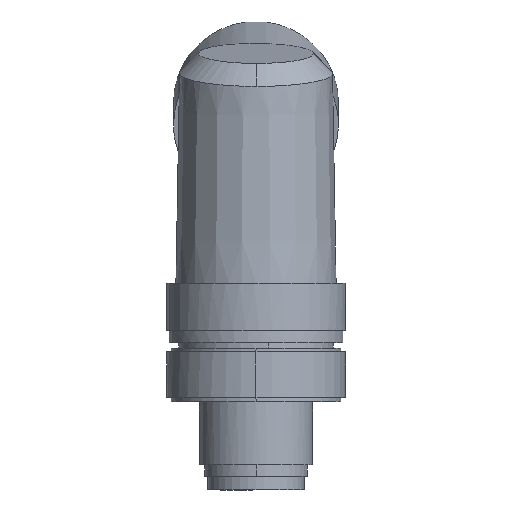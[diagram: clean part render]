
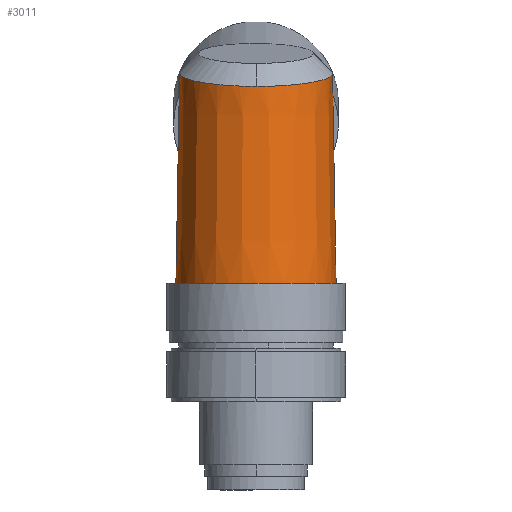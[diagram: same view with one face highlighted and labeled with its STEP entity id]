
A CAD part, front view. The second image highlights one B-rep face of the part: STEP entity #3011.
In plain terms, the highlighted conical face has half-angle 1 degrees and reference radius 8.625 mm.
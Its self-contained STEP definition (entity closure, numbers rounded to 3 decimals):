
#2656=AXIS2_PLACEMENT_3D('Circle Axis2P3D',#2654,#2655,$) ;
#2936=AXIS2_PLACEMENT_3D('Cone Axis2P3D',#2933,#2934,#2935) ;
#2649=CARTESIAN_POINT('Vertex',(1.002,9.5,21.95)) ;
#2651=CARTESIAN_POINT('Vertex',(17.998,9.5,21.95)) ;
#2654=CARTESIAN_POINT('Axis2P3D Location',(9.5,9.5,21.95)) ;
#2669=CARTESIAN_POINT('Line Origine',(8740.016,9.5,-499662.101)) ;
#2673=CARTESIAN_POINT('Vertex',(17.61,9.5,44.206)) ;
#2676=CARTESIAN_POINT('Line Origine',(-8721.016,9.5,-499662.101)) ;
#2680=CARTESIAN_POINT('Vertex',(1.391,9.5,44.245)) ;
#2933=CARTESIAN_POINT('Axis2P3D Location',(9.5,9.5,14.678)) ;
#2939=CARTESIAN_POINT('Control Point',(17.61,9.5,44.206)) ;
#2940=CARTESIAN_POINT('Control Point',(17.612,8.746,44.074)) ;
#2941=CARTESIAN_POINT('Control Point',(17.508,7.991,43.943)) ;
#2942=CARTESIAN_POINT('Control Point',(17.303,7.264,43.817)) ;
#2943=CARTESIAN_POINT('Vertex',(17.303,7.264,43.817)) ;
#2947=CARTESIAN_POINT('Control Point',(17.303,7.264,43.817)) ;
#2948=CARTESIAN_POINT('Control Point',(17.02,6.266,43.645)) ;
#2949=CARTESIAN_POINT('Control Point',(16.543,5.322,43.484)) ;
#2950=CARTESIAN_POINT('Control Point',(15.905,4.502,43.345)) ;
#2951=CARTESIAN_POINT('Vertex',(15.905,4.502,43.345)) ;
#2955=CARTESIAN_POINT('Control Point',(15.905,4.502,43.345)) ;
#2956=CARTESIAN_POINT('Control Point',(15.565,4.064,43.271)) ;
#2957=CARTESIAN_POINT('Control Point',(15.188,3.655,43.203)) ;
#2958=CARTESIAN_POINT('Control Point',(14.776,3.279,43.14)) ;
#2959=CARTESIAN_POINT('Control Point',(13.894,2.603,43.027)) ;
#2960=CARTESIAN_POINT('Control Point',(12.909,2.086,42.942)) ;
#2961=CARTESIAN_POINT('Control Point',(12.391,1.868,42.906)) ;
#2962=CARTESIAN_POINT('Control Point',(11.531,1.591,42.862)) ;
#2963=CARTESIAN_POINT('Control Point',(10.644,1.436,42.838)) ;
#2964=CARTESIAN_POINT('Control Point',(10.299,1.394,42.831)) ;
#2965=CARTESIAN_POINT('Control Point',(9.952,1.371,42.828)) ;
#2966=CARTESIAN_POINT('Control Point',(9.605,1.367,42.828)) ;
#2967=CARTESIAN_POINT('Vertex',(9.605,1.367,42.828)) ;
#2971=CARTESIAN_POINT('Control Point',(3.589,3.923,43.275)) ;
#2972=CARTESIAN_POINT('Control Point',(3.969,3.519,43.205)) ;
#2973=CARTESIAN_POINT('Control Point',(4.383,3.148,43.141)) ;
#2974=CARTESIAN_POINT('Control Point',(4.828,2.812,43.083)) ;
#2975=CARTESIAN_POINT('Control Point',(5.77,2.222,42.981)) ;
#2976=CARTESIAN_POINT('Control Point',(6.798,1.8,42.908)) ;
#2977=CARTESIAN_POINT('Control Point',(7.333,1.632,42.878)) ;
#2978=CARTESIAN_POINT('Control Point',(8.107,1.46,42.847)) ;
#2979=CARTESIAN_POINT('Control Point',(8.894,1.384,42.833)) ;
#2980=CARTESIAN_POINT('Control Point',(9.131,1.369,42.83)) ;
#2981=CARTESIAN_POINT('Control Point',(9.368,1.364,42.828)) ;
#2982=CARTESIAN_POINT('Control Point',(9.605,1.367,42.828)) ;
#2983=CARTESIAN_POINT('Vertex',(3.589,3.923,43.275)) ;
#2987=CARTESIAN_POINT('Control Point',(1.894,6.663,43.75)) ;
#2988=CARTESIAN_POINT('Control Point',(2.269,5.65,43.573)) ;
#2989=CARTESIAN_POINT('Control Point',(2.849,4.712,43.411)) ;
#2990=CARTESIAN_POINT('Control Point',(3.589,3.923,43.275)) ;
#2991=CARTESIAN_POINT('Vertex',(1.894,6.663,43.75)) ;
#2995=CARTESIAN_POINT('Control Point',(1.391,9.5,44.245)) ;
#2996=CARTESIAN_POINT('Control Point',(1.388,8.535,44.076)) ;
#2997=CARTESIAN_POINT('Control Point',(1.559,7.569,43.907)) ;
#2998=CARTESIAN_POINT('Control Point',(1.894,6.663,43.75)) ;
#2655=DIRECTION('Axis2P3D Direction',(0.,0.,-1.)) ;
#2670=DIRECTION('Vector Direction',(0.017,0.,-1.)) ;
#2677=DIRECTION('Vector Direction',(-0.017,0.,-1.)) ;
#2934=DIRECTION('Axis2P3D Direction',(0.,0.,-1.)) ;
#2935=DIRECTION('Axis2P3D XDirection',(1.,0.,0.)) ;
#2671=VECTOR('Line Direction',#2670,1.) ;
#2678=VECTOR('Line Direction',#2677,1.) ;
#3001=ORIENTED_EDGE('',*,*,#2675,.T.) ;
#3002=ORIENTED_EDGE('',*,*,#2945,.F.) ;
#3003=ORIENTED_EDGE('',*,*,#2953,.F.) ;
#3004=ORIENTED_EDGE('',*,*,#2969,.F.) ;
#3005=ORIENTED_EDGE('',*,*,#2985,.F.) ;
#3006=ORIENTED_EDGE('',*,*,#2993,.F.) ;
#3007=ORIENTED_EDGE('',*,*,#2999,.F.) ;
#3008=ORIENTED_EDGE('',*,*,#2682,.F.) ;
#3009=ORIENTED_EDGE('',*,*,#2658,.F.) ;
#3011=ADVANCED_FACE('Volumenk\X2\00F6\X0\rper2',(#3010),#2937,.T.) ;
#2938=B_SPLINE_CURVE_WITH_KNOTS('',3,(#2939,#2940,#2941,#2942),.UNSPECIFIED.,.F.,.U.,(4,4),(0.,28.007),.UNSPECIFIED.) ;
#2946=B_SPLINE_CURVE_WITH_KNOTS('',3,(#2947,#2948,#2949,#2950),.UNSPECIFIED.,.F.,.U.,(4,4),(0.,38.486),.UNSPECIFIED.) ;
#2954=B_SPLINE_CURVE_WITH_KNOTS('',5,(#2955,#2956,#2957,#2958,#2959,#2960,#2961,#2962,#2963,#2964,#2965,#2966),.UNSPECIFIED.,.F.,.U.,(6,3,3,6),(0.,34.244,68.35,89.747),.UNSPECIFIED.) ;
#2970=B_SPLINE_CURVE_WITH_KNOTS('',5,(#2971,#2972,#2973,#2974,#2975,#2976,#2977,#2978,#2979,#2980,#2981,#2982),.UNSPECIFIED.,.F.,.U.,(6,3,3,6),(0.,34.228,68.317,82.941),.UNSPECIFIED.) ;
#2986=B_SPLINE_CURVE_WITH_KNOTS('',3,(#2987,#2988,#2989,#2990),.UNSPECIFIED.,.F.,.U.,(4,4),(0.,40.076),.UNSPECIFIED.) ;
#2994=B_SPLINE_CURVE_WITH_KNOTS('',3,(#2995,#2996,#2997,#2998),.UNSPECIFIED.,.F.,.U.,(4,4),(0.,35.821),.UNSPECIFIED.) ;
#2657=CIRCLE('generated circle',#2656,8.498) ;
#2937=CONICAL_SURFACE('Cone',#2936,8.625,0.017) ;
#2658=EDGE_CURVE('',#2652,#2650,#2657,.T.) ;
#2675=EDGE_CURVE('',#2652,#2674,#2672,.F.) ;
#2682=EDGE_CURVE('',#2650,#2681,#2679,.F.) ;
#2945=EDGE_CURVE('',#2944,#2674,#2938,.F.) ;
#2953=EDGE_CURVE('',#2952,#2944,#2946,.F.) ;
#2969=EDGE_CURVE('',#2968,#2952,#2954,.F.) ;
#2985=EDGE_CURVE('',#2984,#2968,#2970,.T.) ;
#2993=EDGE_CURVE('',#2992,#2984,#2986,.T.) ;
#2999=EDGE_CURVE('',#2681,#2992,#2994,.T.) ;
#3000=EDGE_LOOP('',(#3001,#3002,#3003,#3004,#3005,#3006,#3007,#3008,#3009)) ;
#3010=FACE_OUTER_BOUND('',#3000,.T.) ;
#2672=LINE('Line',#2669,#2671) ;
#2679=LINE('Line',#2676,#2678) ;
#2650=VERTEX_POINT('',#2649) ;
#2652=VERTEX_POINT('',#2651) ;
#2674=VERTEX_POINT('',#2673) ;
#2681=VERTEX_POINT('',#2680) ;
#2944=VERTEX_POINT('',#2943) ;
#2952=VERTEX_POINT('',#2951) ;
#2968=VERTEX_POINT('',#2967) ;
#2984=VERTEX_POINT('',#2983) ;
#2992=VERTEX_POINT('',#2991) ;
